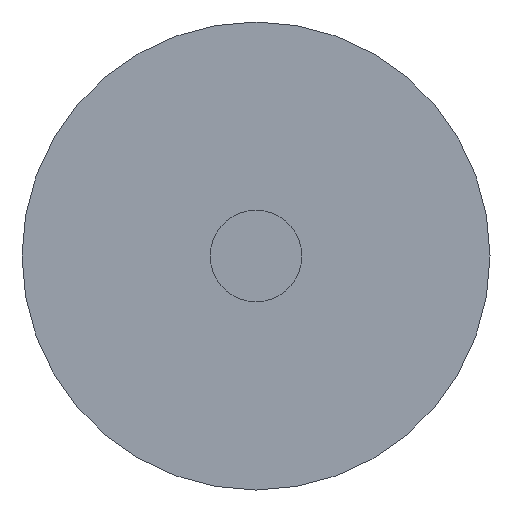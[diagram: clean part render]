
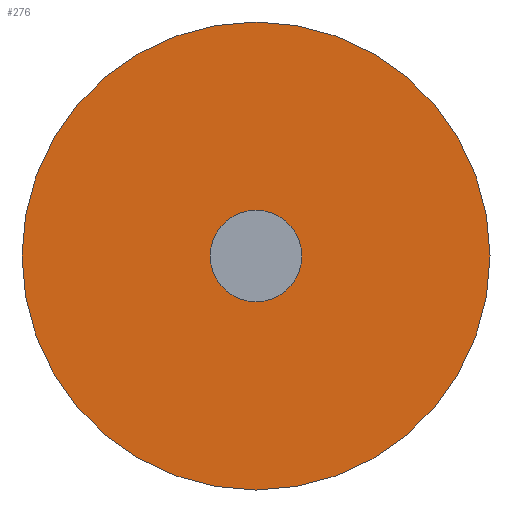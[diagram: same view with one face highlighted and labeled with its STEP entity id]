
A CAD part, left-side view. The second image highlights one B-rep face of the part: STEP entity #276.
In plain terms, the highlighted planar face has unit normal (-1, 0, 0).
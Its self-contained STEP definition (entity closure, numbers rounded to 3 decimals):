
#21=PLANE('',#325);
#53=FACE_BOUND('',#122,.T.);
#77=FACE_OUTER_BOUND('',#121,.T.);
#121=EDGE_LOOP('',(#241));
#122=EDGE_LOOP('',(#242));
#132=CIRCLE('',#287,24.75);
#152=CIRCLE('',#326,4.85);
#156=VERTEX_POINT('',#439);
#176=VERTEX_POINT('',#498);
#180=EDGE_CURVE('',#156,#156,#132,.T.);
#200=EDGE_CURVE('',#176,#176,#152,.T.);
#241=ORIENTED_EDGE('',*,*,#180,.F.);
#242=ORIENTED_EDGE('',*,*,#200,.T.);
#276=ADVANCED_FACE('',(#77,#53),#21,.T.);
#287=AXIS2_PLACEMENT_3D('',#440,#342,#343);
#325=AXIS2_PLACEMENT_3D('',#497,#418,#419);
#326=AXIS2_PLACEMENT_3D('',#499,#420,#421);
#342=DIRECTION('center_axis',(1.,0.,0.));
#343=DIRECTION('ref_axis',(0.,0.,-1.));
#418=DIRECTION('center_axis',(-1.,0.,0.));
#419=DIRECTION('ref_axis',(0.,0.,1.));
#420=DIRECTION('center_axis',(1.,0.,0.));
#421=DIRECTION('ref_axis',(0.,0.,-1.));
#439=CARTESIAN_POINT('',(-19.75,24.75,0.));
#440=CARTESIAN_POINT('Origin',(-19.75,0.,0.));
#497=CARTESIAN_POINT('Origin',(-19.75,24.75,0.));
#498=CARTESIAN_POINT('',(-19.75,4.85,0.));
#499=CARTESIAN_POINT('Origin',(-19.75,0.,0.));
